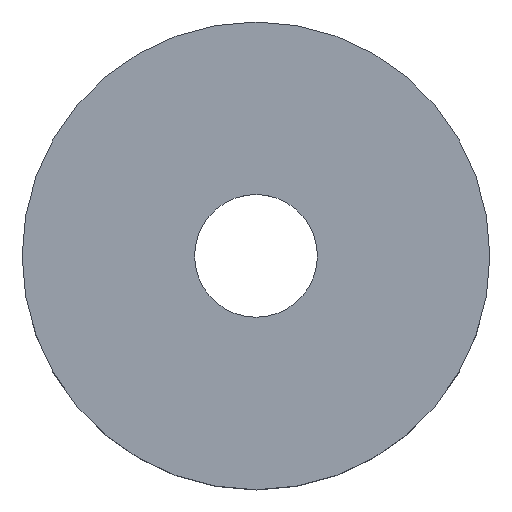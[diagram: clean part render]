
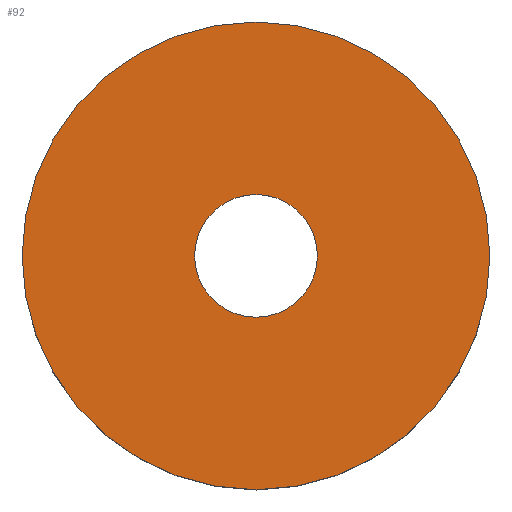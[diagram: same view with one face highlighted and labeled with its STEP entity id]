
A CAD part, top view. The second image highlights one B-rep face of the part: STEP entity #92.
In plain terms, the highlighted planar face has unit normal (0, 0, 1).
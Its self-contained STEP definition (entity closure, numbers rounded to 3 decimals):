
#30=FACE_BOUND('',#44,.T.);
#35=FACE_OUTER_BOUND('',#43,.T.);
#43=EDGE_LOOP('',(#79));
#44=EDGE_LOOP('',(#80));
#50=CIRCLE('',#117,2.1);
#51=CIRCLE('',#119,8.);
#56=VERTEX_POINT('',#170);
#57=VERTEX_POINT('',#174);
#64=EDGE_CURVE('',#56,#56,#50,.T.);
#65=EDGE_CURVE('',#57,#57,#51,.F.);
#79=ORIENTED_EDGE('',*,*,#65,.F.);
#80=ORIENTED_EDGE('',*,*,#64,.T.);
#87=PLANE('',#118);
#92=ADVANCED_FACE('',(#35,#30),#87,.F.);
#117=AXIS2_PLACEMENT_3D('',#172,#144,#145);
#118=AXIS2_PLACEMENT_3D('',#173,#146,#147);
#119=AXIS2_PLACEMENT_3D('',#175,#148,#149);
#144=DIRECTION('center_axis',(0.,0.,
-1.));
#145=DIRECTION('ref_axis',(0.,1.,0.));
#146=DIRECTION('center_axis',(0.,0.,
-1.));
#147=DIRECTION('ref_axis',(-1.,0.,0.));
#148=DIRECTION('center_axis',(0.,0.,
1.));
#149=DIRECTION('ref_axis',(0.,-1.,0.));
#170=CARTESIAN_POINT('',(0.,-2.1,16.));
#172=CARTESIAN_POINT('Origin',(0.,0.,
16.));
#173=CARTESIAN_POINT('Origin',(0.,0.,
16.));
#174=CARTESIAN_POINT('',(0.,8.,16.));
#175=CARTESIAN_POINT('Origin',(0.,0.,
16.));
